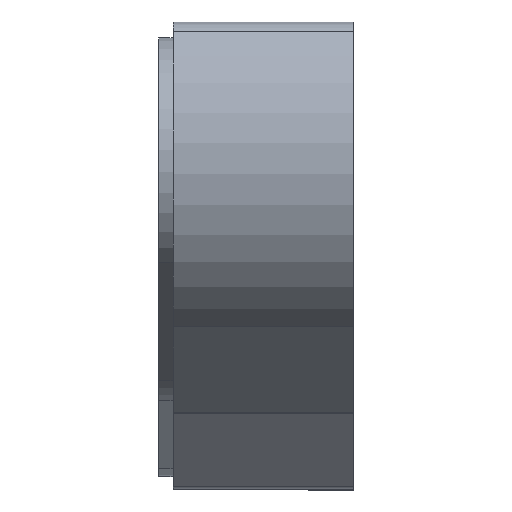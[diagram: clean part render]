
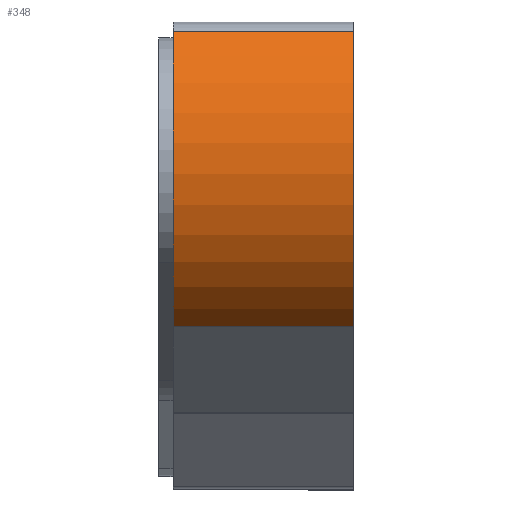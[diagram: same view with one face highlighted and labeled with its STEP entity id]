
A CAD part, top view. The second image highlights one B-rep face of the part: STEP entity #348.
In plain terms, the highlighted cylindrical face has radius 26.601 mm (diameter 53.202 mm), a partial arc.
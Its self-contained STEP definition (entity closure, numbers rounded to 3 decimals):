
#259 = EDGE_CURVE ( 'NONE', #2157, #383, #1691, .T. ) ;
#318 = FACE_OUTER_BOUND ( 'NONE', #454, .T. ) ;
#348 = ADVANCED_FACE ( 'NONE', ( #318 ), #1762, .T. ) ;
#354 = DIRECTION ( 'NONE',  ( 1., 0., 0. ) ) ;
#383 = VERTEX_POINT ( 'NONE', #1426 ) ;
#454 = EDGE_LOOP ( 'NONE', ( #581, #2547, #2499, #1905 ) ) ;
#502 = LINE ( 'NONE', #1494, #1950 ) ;
#581 = ORIENTED_EDGE ( 'NONE', *, *, #259, .F. ) ;
#592 = EDGE_CURVE ( 'NONE', #2526, #2515, #1514, .T. ) ;
#646 = VECTOR ( 'NONE', #354, 1000. ) ;
#718 = DIRECTION ( 'NONE',  ( 0., 0., -1. ) ) ;
#783 = CARTESIAN_POINT ( 'NONE',  ( -35.4, 45.002, 72.548 ) ) ;
#878 = CARTESIAN_POINT ( 'NONE',  ( -35.4, 21.983, 85.88 ) ) ;
#944 = EDGE_CURVE ( 'NONE', #2157, #2515, #502, .T. ) ;
#952 = AXIS2_PLACEMENT_3D ( 'NONE', #1777, #1356, #2372 ) ;
#969 = DIRECTION ( 'NONE',  ( -1., 0., 0. ) ) ;
#1004 = AXIS2_PLACEMENT_3D ( 'NONE', #2137, #1065, #2419 ) ;
#1065 = DIRECTION ( 'NONE',  ( 1., 0., 0. ) ) ;
#1205 = EDGE_CURVE ( 'NONE', #2526, #383, #2493, .T. ) ;
#1295 = DIRECTION ( 'NONE',  ( -1., 0., 0. ) ) ;
#1330 = CARTESIAN_POINT ( 'NONE',  ( -10.4, 62.951, 92.181 ) ) ;
#1356 = DIRECTION ( 'NONE',  ( 1., 0., 0. ) ) ;
#1426 = CARTESIAN_POINT ( 'NONE',  ( -10.4, 21.983, 85.88 ) ) ;
#1494 = CARTESIAN_POINT ( 'NONE',  ( -159.129, 62.951, 92.181 ) ) ;
#1514 = CIRCLE ( 'NONE', #2374, 26.601 ) ;
#1595 = CARTESIAN_POINT ( 'NONE',  ( -159.129, 21.983, 85.88 ) ) ;
#1691 = CIRCLE ( 'NONE', #952, 26.601 ) ;
#1762 = CYLINDRICAL_SURFACE ( 'NONE', #1004, 26.601 ) ;
#1777 = CARTESIAN_POINT ( 'NONE',  ( -10.4, 45.002, 72.548 ) ) ;
#1905 = ORIENTED_EDGE ( 'NONE', *, *, #1205, .T. ) ;
#1925 = CARTESIAN_POINT ( 'NONE',  ( -35.4, 62.951, 92.181 ) ) ;
#1950 = VECTOR ( 'NONE', #1295, 1000. ) ;
#2137 = CARTESIAN_POINT ( 'NONE',  ( -159.129, 45.002, 72.548 ) ) ;
#2157 = VERTEX_POINT ( 'NONE', #1330 ) ;
#2372 = DIRECTION ( 'NONE',  ( 0., 0., 1. ) ) ;
#2374 = AXIS2_PLACEMENT_3D ( 'NONE', #783, #969, #718 ) ;
#2419 = DIRECTION ( 'NONE',  ( 0., 0., -1. ) ) ;
#2493 = LINE ( 'NONE', #1595, #646 ) ;
#2499 = ORIENTED_EDGE ( 'NONE', *, *, #592, .F. ) ;
#2515 = VERTEX_POINT ( 'NONE', #1925 ) ;
#2526 = VERTEX_POINT ( 'NONE', #878 ) ;
#2547 = ORIENTED_EDGE ( 'NONE', *, *, #944, .T. ) ;
